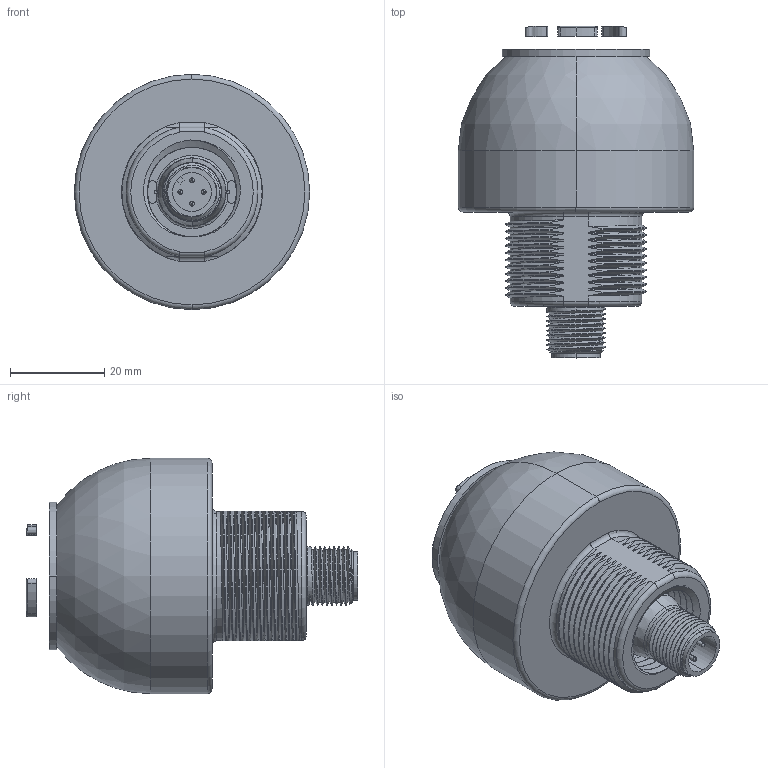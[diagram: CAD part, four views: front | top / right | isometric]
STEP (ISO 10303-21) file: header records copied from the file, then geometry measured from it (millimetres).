
FILE_DESCRIPTION((''),'2;1');
FILE_NAME('158882_SW','2011-08-18T',('banengservice'),('BANNER ENGINEERING'),'PRO/ENGINEER BY PARAMETRIC TECHNOLOGY CORPORATION, 2009141','PRO/ENGINEER BY PARAMETRIC TECHNOLOGY CORPORATION, 2009141','');
FILE_SCHEMA(('CONFIG_CONTROL_DESIGN'));
Length unit declared in the file: inch
Products named in the file (1): 158882_SW
Bounding box: 50 x 70.52 x 50 mm (x, y, z)
Volume: 30933.1 mm3; surface area: 24761.3 mm2
Topology: 6 solids, 8 shells, 462 faces, 1118 edges, 700 vertices
Faces by surface type: cylinder 186, bspline 119, plane 74, torus 34, cone 24, sphere 19, extrusion 6
Entity records: 27788 total; most frequent: CARTESIAN_POINT 17654, ORIENTED_EDGE 2236, DIRECTION 1895, EDGE_CURVE 1118, AXIS2_PLACEMENT_3D 778, VERTEX_POINT 700, EDGE_LOOP 498, FACE_OUTER_BOUND 462
